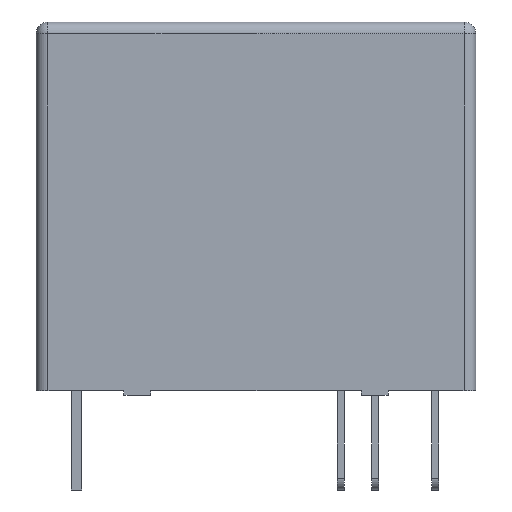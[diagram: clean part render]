
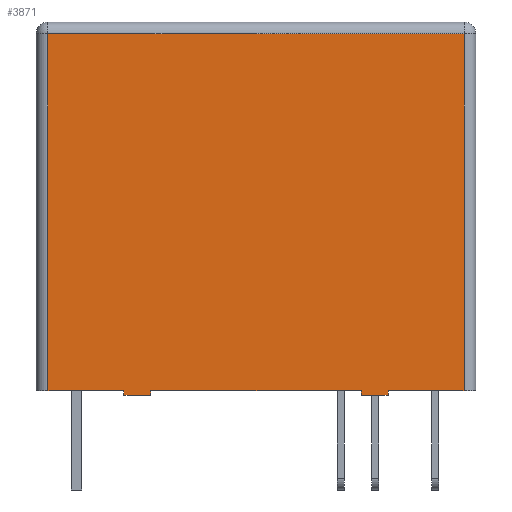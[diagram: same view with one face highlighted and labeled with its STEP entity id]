
A CAD part, front view. The second image highlights one B-rep face of the part: STEP entity #3871.
In plain terms, the highlighted planar face has unit normal (0, -1, 0).
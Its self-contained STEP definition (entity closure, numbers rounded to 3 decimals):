
#110 = CARTESIAN_POINT ( 'NONE',  ( -9.3, -5.2, 0. ) ) ;
#267 = DIRECTION ( 'NONE',  ( 0., 0., 1. ) ) ;
#271 = VECTOR ( 'NONE', #15104, 1000. ) ;
#341 = CARTESIAN_POINT ( 'NONE',  ( 4.455, -5.2, -0.2 ) ) ;
#709 = ORIENTED_EDGE ( 'NONE', *, *, #3344, .F. ) ;
#719 = ORIENTED_EDGE ( 'NONE', *, *, #9655, .T. ) ;
#884 = ORIENTED_EDGE ( 'NONE', *, *, #11159, .F. ) ;
#899 = ORIENTED_EDGE ( 'NONE', *, *, #3840, .T. ) ;
#933 = VECTOR ( 'NONE', #15581, 1000. ) ;
#1743 = CARTESIAN_POINT ( 'NONE',  ( 5.587, -5.2, -0.2 ) ) ;
#2108 = CARTESIAN_POINT ( 'NONE',  ( -9.3, -5.2, 0. ) ) ;
#2135 = CARTESIAN_POINT ( 'NONE',  ( -8.8, -5.2, 15.6 ) ) ;
#2205 = LINE ( 'NONE', #8325, #3520 ) ;
#2288 = DIRECTION ( 'NONE',  ( 0., 0., 1. ) ) ;
#2381 = VERTEX_POINT ( 'NONE', #6889 ) ;
#2788 = EDGE_CURVE ( 'NONE', #4384, #4945, #2205, .T. ) ;
#2882 = VERTEX_POINT ( 'NONE', #15109 ) ;
#2927 = CARTESIAN_POINT ( 'NONE',  ( 8.8, -5.2, 15.1 ) ) ;
#2934 = CARTESIAN_POINT ( 'NONE',  ( 5.587, -5.2, -0.2 ) ) ;
#2969 = DIRECTION ( 'NONE',  ( 0., 0., 1. ) ) ;
#3344 = EDGE_CURVE ( 'NONE', #4384, #6343, #14255, .T. ) ;
#3520 = VECTOR ( 'NONE', #13568, 1000. ) ;
#3672 = DIRECTION ( 'NONE',  ( 1., 0., 0. ) ) ;
#3840 = EDGE_CURVE ( 'NONE', #11914, #8986, #6745, .T. ) ;
#3871 = ADVANCED_FACE ( 'NONE', ( #10503 ), #7894, .F. ) ;
#3969 = EDGE_CURVE ( 'NONE', #4945, #6085, #13308, .T. ) ;
#4367 = EDGE_CURVE ( 'NONE', #8986, #13409, #10227, .T. ) ;
#4384 = VERTEX_POINT ( 'NONE', #7679 ) ;
#4607 = ORIENTED_EDGE ( 'NONE', *, *, #13178, .T. ) ;
#4748 = LINE ( 'NONE', #5975, #7244 ) ;
#4826 = DIRECTION ( 'NONE',  ( 1., 0., 0. ) ) ;
#4945 = VERTEX_POINT ( 'NONE', #16047 ) ;
#5133 = CARTESIAN_POINT ( 'NONE',  ( 4.455, -5.2, -0.2 ) ) ;
#5529 = LINE ( 'NONE', #14109, #15634 ) ;
#5936 = ORIENTED_EDGE ( 'NONE', *, *, #4367, .T. ) ;
#5975 = CARTESIAN_POINT ( 'NONE',  ( -9.3, -5.2, 0. ) ) ;
#6085 = VERTEX_POINT ( 'NONE', #11394 ) ;
#6343 = VERTEX_POINT ( 'NONE', #14802 ) ;
#6600 = LINE ( 'NONE', #341, #9432 ) ;
#6745 = LINE ( 'NONE', #2934, #15210 ) ;
#6889 = CARTESIAN_POINT ( 'NONE',  ( -8.8, -5.2, 0. ) ) ;
#6989 = DIRECTION ( 'NONE',  ( 0., 1., 0. ) ) ;
#7087 = DIRECTION ( 'NONE',  ( 0., 0., -1. ) ) ;
#7129 = ORIENTED_EDGE ( 'NONE', *, *, #15786, .T. ) ;
#7162 = CARTESIAN_POINT ( 'NONE',  ( 5.587, -5.2, -0.2 ) ) ;
#7232 = EDGE_CURVE ( 'NONE', #11914, #6085, #6600, .T. ) ;
#7244 = VECTOR ( 'NONE', #4826, 1000. ) ;
#7679 = CARTESIAN_POINT ( 'NONE',  ( -4.455, -5.2, -0.2 ) ) ;
#7690 = CARTESIAN_POINT ( 'NONE',  ( 5.587, -5.2, 0. ) ) ;
#7894 = PLANE ( 'NONE',  #10475 ) ;
#8325 = CARTESIAN_POINT ( 'NONE',  ( -4.455, -5.2, -0.2 ) ) ;
#8386 = EDGE_LOOP ( 'NONE', ( #13945, #4607, #7129, #884, #709, #12032, #8392, #11045, #899, #5936, #719, #9831 ) ) ;
#8392 = ORIENTED_EDGE ( 'NONE', *, *, #3969, .T. ) ;
#8732 = VECTOR ( 'NONE', #2288, 1000. ) ;
#8986 = VERTEX_POINT ( 'NONE', #7162 ) ;
#9124 = EDGE_CURVE ( 'NONE', #16156, #14404, #12890, .T. ) ;
#9264 = DIRECTION ( 'NONE',  ( -1., 0., 0. ) ) ;
#9432 = VECTOR ( 'NONE', #267, 1000. ) ;
#9655 = EDGE_CURVE ( 'NONE', #13409, #16156, #4748, .T. ) ;
#9831 = ORIENTED_EDGE ( 'NONE', *, *, #9124, .T. ) ;
#10227 = LINE ( 'NONE', #1743, #13362 ) ;
#10475 = AXIS2_PLACEMENT_3D ( 'NONE', #10827, #6989, #15998 ) ;
#10503 = FACE_OUTER_BOUND ( 'NONE', #8386, .T. ) ;
#10827 = CARTESIAN_POINT ( 'NONE',  ( -9.3, -5.2, 15.6 ) ) ;
#10873 = VECTOR ( 'NONE', #7087, 1000. ) ;
#11045 = ORIENTED_EDGE ( 'NONE', *, *, #7232, .F. ) ;
#11159 = EDGE_CURVE ( 'NONE', #6343, #2882, #14778, .T. ) ;
#11373 = CARTESIAN_POINT ( 'NONE',  ( -8.8, -5.2, 15.1 ) ) ;
#11394 = CARTESIAN_POINT ( 'NONE',  ( 4.455, -5.2, 0. ) ) ;
#11914 = VERTEX_POINT ( 'NONE', #5133 ) ;
#12020 = LINE ( 'NONE', #2135, #10873 ) ;
#12032 = ORIENTED_EDGE ( 'NONE', *, *, #2788, .T. ) ;
#12062 = DIRECTION ( 'NONE',  ( 1., 0., 0. ) ) ;
#12446 = VERTEX_POINT ( 'NONE', #11373 ) ;
#12890 = LINE ( 'NONE', #15270, #271 ) ;
#12958 = CARTESIAN_POINT ( 'NONE',  ( 8.8, -5.2, 0. ) ) ;
#13178 = EDGE_CURVE ( 'NONE', #12446, #2381, #12020, .T. ) ;
#13308 = LINE ( 'NONE', #2108, #15200 ) ;
#13362 = VECTOR ( 'NONE', #2969, 1000. ) ;
#13409 = VERTEX_POINT ( 'NONE', #7690 ) ;
#13485 = CARTESIAN_POINT ( 'NONE',  ( -5.587, -5.2, -0.2 ) ) ;
#13568 = DIRECTION ( 'NONE',  ( 0., 0., 1. ) ) ;
#13945 = ORIENTED_EDGE ( 'NONE', *, *, #16163, .T. ) ;
#14109 = CARTESIAN_POINT ( 'NONE',  ( -9.3, -5.2, 15.1 ) ) ;
#14255 = LINE ( 'NONE', #14415, #933 ) ;
#14404 = VERTEX_POINT ( 'NONE', #2927 ) ;
#14415 = CARTESIAN_POINT ( 'NONE',  ( -5.587, -5.2, -0.2 ) ) ;
#14560 = VECTOR ( 'NONE', #3672, 1000. ) ;
#14778 = LINE ( 'NONE', #13485, #8732 ) ;
#14793 = LINE ( 'NONE', #110, #14560 ) ;
#14802 = CARTESIAN_POINT ( 'NONE',  ( -5.587, -5.2, -0.2 ) ) ;
#15104 = DIRECTION ( 'NONE',  ( 0., 0., 1. ) ) ;
#15109 = CARTESIAN_POINT ( 'NONE',  ( -5.587, -5.2, 0. ) ) ;
#15200 = VECTOR ( 'NONE', #12062, 1000. ) ;
#15210 = VECTOR ( 'NONE', #15604, 1000. ) ;
#15270 = CARTESIAN_POINT ( 'NONE',  ( 8.8, -5.2, 15.6 ) ) ;
#15581 = DIRECTION ( 'NONE',  ( -1., 0., 0. ) ) ;
#15604 = DIRECTION ( 'NONE',  ( 1., 0., 0. ) ) ;
#15634 = VECTOR ( 'NONE', #9264, 1000. ) ;
#15786 = EDGE_CURVE ( 'NONE', #2381, #2882, #14793, .T. ) ;
#15998 = DIRECTION ( 'NONE',  ( 0., 0., 1. ) ) ;
#16047 = CARTESIAN_POINT ( 'NONE',  ( -4.455, -5.2, 0. ) ) ;
#16156 = VERTEX_POINT ( 'NONE', #12958 ) ;
#16163 = EDGE_CURVE ( 'NONE', #14404, #12446, #5529, .T. ) ;
